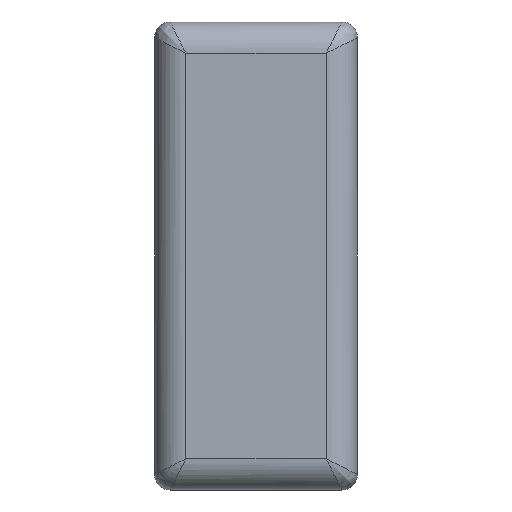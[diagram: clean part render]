
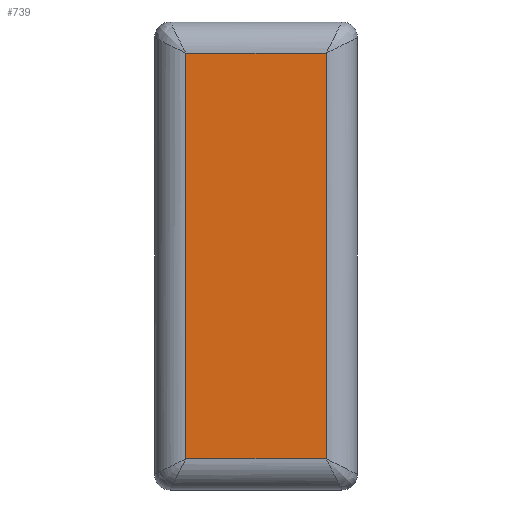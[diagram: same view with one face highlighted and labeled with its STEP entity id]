
A CAD part, front view. The second image highlights one B-rep face of the part: STEP entity #739.
In plain terms, the highlighted planar face has unit normal (0, -1, 0).
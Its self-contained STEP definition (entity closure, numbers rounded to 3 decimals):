
#9 = CARTESIAN_POINT ( 'NONE',  ( -4.5, 0., -2. ) ) ;
#35 = CARTESIAN_POINT ( 'NONE',  ( -4.5, 0., -28. ) ) ;
#65 = CARTESIAN_POINT ( 'NONE',  ( 6.5, 0., -28. ) ) ;
#67 = VECTOR ( 'NONE', #81, 1000. ) ;
#68 = LINE ( 'NONE', #65, #67 ) ;
#75 = CARTESIAN_POINT ( 'NONE',  ( 4.5, 0., -2. ) ) ;
#81 = DIRECTION ( 'NONE',  ( 1., 0., 0. ) ) ;
#89 = CARTESIAN_POINT ( 'NONE',  ( 4.5, 0., -28. ) ) ;
#528 = PLANE ( 'NONE',  #587 ) ;
#538 = LINE ( 'NONE', #550, #549 ) ;
#544 = VECTOR ( 'NONE', #602, 1000. ) ;
#546 = CARTESIAN_POINT ( 'NONE',  ( 4.5, 0., 0. ) ) ;
#548 = DIRECTION ( 'NONE',  ( -1., 0., 0. ) ) ;
#549 = VECTOR ( 'NONE', #548, 1000. ) ;
#550 = CARTESIAN_POINT ( 'NONE',  ( -6.5, 0., -2. ) ) ;
#555 = DIRECTION ( 'NONE',  ( 0., 0., -1. ) ) ;
#556 = VECTOR ( 'NONE', #555, 1000. ) ;
#557 = CARTESIAN_POINT ( 'NONE',  ( -4.5, 0., -30. ) ) ;
#572 = FACE_OUTER_BOUND ( 'NONE', #753, .T. ) ;
#574 = LINE ( 'NONE', #546, #544 ) ;
#587 = AXIS2_PLACEMENT_3D ( 'NONE', #607, #597, #596 ) ;
#596 = DIRECTION ( 'NONE',  ( 0., 0., -1. ) ) ;
#597 = DIRECTION ( 'NONE',  ( 0., -1., 0. ) ) ;
#600 = LINE ( 'NONE', #557, #556 ) ;
#602 = DIRECTION ( 'NONE',  ( 0., 0., 1. ) ) ;
#607 = CARTESIAN_POINT ( 'NONE',  ( -6.5, 0., -30. ) ) ;
#739 = ADVANCED_FACE ( 'NONE', ( #572 ), #528, .T. ) ;
#753 = EDGE_LOOP ( 'NONE', ( #805, #768, #764, #788 ) ) ;
#759 = EDGE_CURVE ( 'NONE', #802, #806, #538, .T. ) ;
#763 = EDGE_CURVE ( 'NONE', #810, #802, #574, .T. ) ;
#764 = ORIENTED_EDGE ( 'NONE', *, *, #769, .T. ) ;
#768 = ORIENTED_EDGE ( 'NONE', *, *, #759, .T. ) ;
#769 = EDGE_CURVE ( 'NONE', #806, #814, #600, .T. ) ;
#788 = ORIENTED_EDGE ( 'NONE', *, *, #817, .T. ) ;
#802 = VERTEX_POINT ( 'NONE', #75 ) ;
#805 = ORIENTED_EDGE ( 'NONE', *, *, #763, .T. ) ;
#806 = VERTEX_POINT ( 'NONE', #9 ) ;
#810 = VERTEX_POINT ( 'NONE', #89 ) ;
#814 = VERTEX_POINT ( 'NONE', #35 ) ;
#817 = EDGE_CURVE ( 'NONE', #814, #810, #68, .T. ) ;
